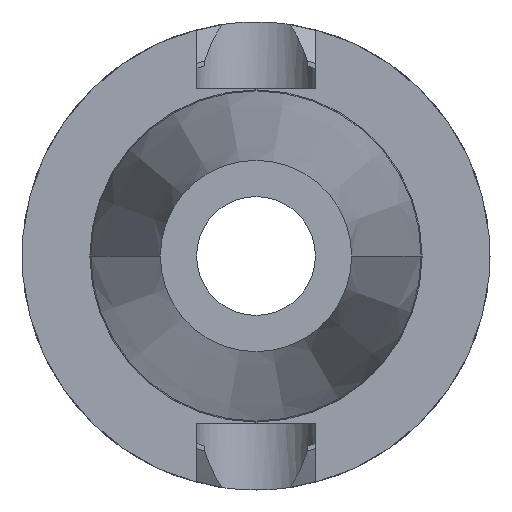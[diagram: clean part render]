
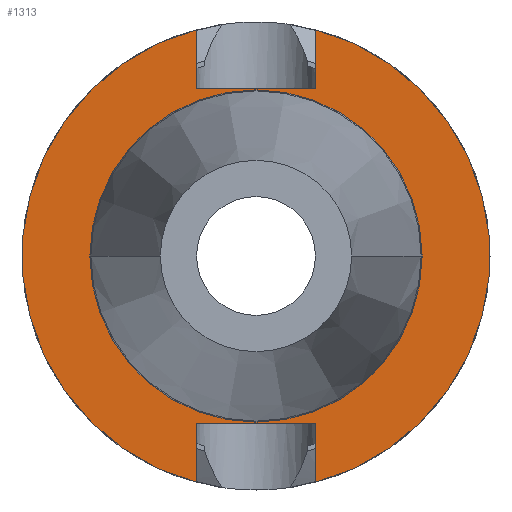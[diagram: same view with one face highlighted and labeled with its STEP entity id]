
A CAD part, left-side view. The second image highlights one B-rep face of the part: STEP entity #1313.
In plain terms, the highlighted planar face has unit normal (-1, 0, 0).
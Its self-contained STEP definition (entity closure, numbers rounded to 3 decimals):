
#135=CARTESIAN_POINT('',(2.,0.,0.));
#136=DIRECTION('',(-1.,0.,0.));
#137=DIRECTION('',(0.,0.256,0.967));
#138=AXIS2_PLACEMENT_3D('',#135,#136,#137);
#150=CARTESIAN_POINT('',(2.,0.,0.));
#151=DIRECTION('',(-1.,0.,0.));
#152=DIRECTION('',(0.,-0.256,-0.967));
#153=AXIS2_PLACEMENT_3D('',#150,#151,#152);
#357=DIRECTION('',(0.,1.,0.));
#358=VECTOR('',#357,16.1);
#359=CARTESIAN_POINT('',(2.,-8.05,-22.6));
#360=LINE('',#359,#358);
#364=DIRECTION('',(0.,0.,1.));
#365=VECTOR('',#364,7.854);
#366=CARTESIAN_POINT('',(2.,8.05,-30.454));
#367=LINE('',#366,#365);
#371=DIRECTION('',(0.,0.,-1.));
#372=VECTOR('',#371,7.854);
#373=CARTESIAN_POINT('',(2.,8.05,30.454));
#374=LINE('',#373,#372);
#378=DIRECTION('',(0.,1.,0.));
#379=VECTOR('',#378,16.1);
#380=CARTESIAN_POINT('',(2.,-8.05,22.6));
#381=LINE('',#380,#379);
#385=DIRECTION('',(0.,0.,-1.));
#386=VECTOR('',#385,7.854);
#387=CARTESIAN_POINT('',(2.,-8.05,30.454));
#388=LINE('',#387,#386);
#392=DIRECTION('',(0.,0.,1.));
#393=VECTOR('',#392,7.854);
#394=CARTESIAN_POINT('',(2.,-8.05,-30.454));
#395=LINE('',#394,#393);
#413=CARTESIAN_POINT('',(2.,0.,0.));
#414=DIRECTION('',(-1.,0.,0.));
#415=DIRECTION('',(0.,1.,0.));
#416=AXIS2_PLACEMENT_3D('',#413,#414,#415);
#421=CARTESIAN_POINT('',(2.,0.,0.));
#422=DIRECTION('',(1.,0.,0.));
#423=DIRECTION('',(0.,1.,0.));
#424=AXIS2_PLACEMENT_3D('',#421,#422,#423);
#948=CARTESIAN_POINT('',(2.,22.248,0.));
#950=VERTEX_POINT('',#948);
#958=CARTESIAN_POINT('',(2.,-22.248,0.));
#960=VERTEX_POINT('',#958);
#980=CARTESIAN_POINT('',(2.,8.05,30.454));
#981=VERTEX_POINT('',#980);
#982=CARTESIAN_POINT('',(2.,-8.05,30.454));
#983=VERTEX_POINT('',#982);
#984=CARTESIAN_POINT('',(2.,-8.05,22.6));
#985=CARTESIAN_POINT('',(2.,8.05,22.6));
#986=VERTEX_POINT('',#984);
#987=VERTEX_POINT('',#985);
#1012=CARTESIAN_POINT('',(2.,8.05,-30.454));
#1013=VERTEX_POINT('',#1012);
#1014=CARTESIAN_POINT('',(2.,-8.05,-30.454));
#1015=VERTEX_POINT('',#1014);
#1016=CARTESIAN_POINT('',(2.,-8.05,-22.6));
#1017=CARTESIAN_POINT('',(2.,8.05,-22.6));
#1018=VERTEX_POINT('',#1016);
#1019=VERTEX_POINT('',#1017);
#1289=CARTESIAN_POINT('',(2.,0.,0.));
#1290=DIRECTION('',(1.,0.,0.));
#1291=DIRECTION('',(0.,-1.,0.));
#1292=AXIS2_PLACEMENT_3D('',#1289,#1290,#1291);
#1293=PLANE('',#1292);
#1294=ORIENTED_EDGE('',*,*,#1280,.T.);
#1295=ORIENTED_EDGE('',*,*,#1124,.F.);
#1296=ORIENTED_EDGE('',*,*,#1146,.F.);
#1297=ORIENTED_EDGE('',*,*,#1180,.T.);
#1299=ORIENTED_EDGE('',*,*,#1298,.F.);
#1301=ORIENTED_EDGE('',*,*,#1300,.F.);
#1302=ORIENTED_EDGE('',*,*,#1158,.F.);
#1304=ORIENTED_EDGE('',*,*,#1303,.T.);
#1305=EDGE_LOOP('',(#1294,#1295,#1296,#1297,#1299,#1301,#1302,#1304));
#1306=FACE_OUTER_BOUND('',#1305,.F.);
#1308=ORIENTED_EDGE('',*,*,#1307,.T.);
#1310=ORIENTED_EDGE('',*,*,#1309,.F.);
#1311=EDGE_LOOP('',(#1308,#1310));
#1312=FACE_BOUND('',#1311,.F.);
#139=CIRCLE('',#138,31.5);
#154=CIRCLE('',#153,31.5);
#417=CIRCLE('',#416,22.248);
#425=CIRCLE('',#424,22.248);
#1124=EDGE_CURVE('',#1013,#1019,#367,.T.);
#1146=EDGE_CURVE('',#981,#1013,#139,.T.);
#1158=EDGE_CURVE('',#1015,#983,#154,.T.);
#1180=EDGE_CURVE('',#981,#987,#374,.T.);
#1280=EDGE_CURVE('',#1018,#1019,#360,.T.);
#1298=EDGE_CURVE('',#986,#987,#381,.T.);
#1300=EDGE_CURVE('',#983,#986,#388,.T.);
#1303=EDGE_CURVE('',#1015,#1018,#395,.T.);
#1307=EDGE_CURVE('',#950,#960,#417,.T.);
#1309=EDGE_CURVE('',#950,#960,#425,.T.);
#1313=ADVANCED_FACE('',(#1306,#1312),#1293,.F.);
